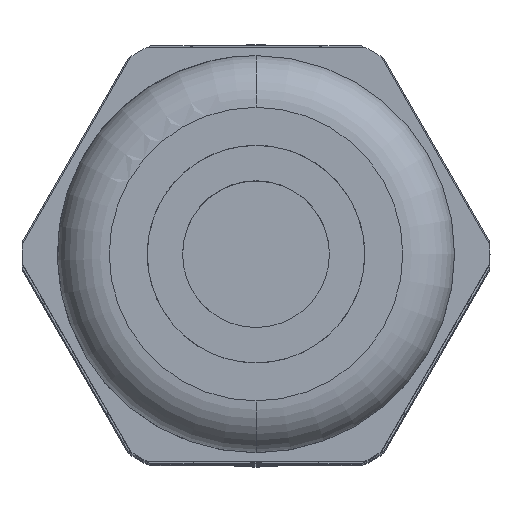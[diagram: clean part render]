
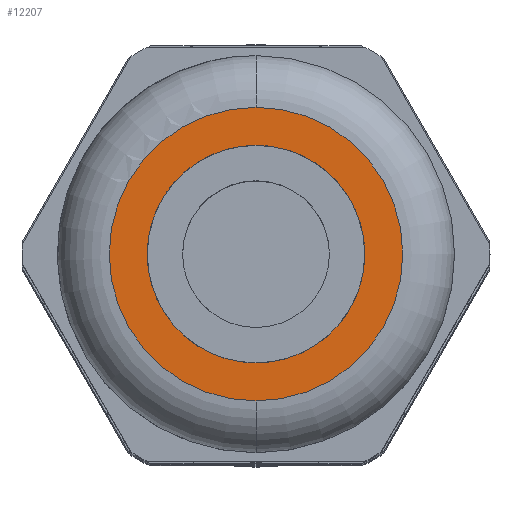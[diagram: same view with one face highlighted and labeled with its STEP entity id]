
A CAD part, top view. The second image highlights one B-rep face of the part: STEP entity #12207.
In plain terms, the highlighted planar face has unit normal (0, 0, 1).
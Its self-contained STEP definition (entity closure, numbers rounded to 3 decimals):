
#12097=AXIS2_PLACEMENT_3D('Circle Axis2P3D',#12095,#12096,$) ;
#12128=AXIS2_PLACEMENT_3D('Circle Axis2P3D',#12126,#12127,$) ;
#12141=AXIS2_PLACEMENT_3D('Plane Axis2P3D',#12138,#12139,#12140) ;
#12095=CARTESIAN_POINT('Axis2P3D Location',(13.55,12.2,122.3)) ;
#12099=CARTESIAN_POINT('Vertex',(13.55,3.7,122.3)) ;
#12101=CARTESIAN_POINT('Vertex',(13.55,20.7,122.3)) ;
#12126=CARTESIAN_POINT('Axis2P3D Location',(13.55,12.2,122.3)) ;
#12138=CARTESIAN_POINT('Axis2P3D Location',(13.55,12.2,122.3)) ;
#12148=CARTESIAN_POINT('Control Point',(13.55,5.9,122.3)) ;
#12149=CARTESIAN_POINT('Control Point',(14.165,5.9,122.3)) ;
#12150=CARTESIAN_POINT('Control Point',(14.78,5.975,122.3)) ;
#12151=CARTESIAN_POINT('Control Point',(15.382,6.125,122.3)) ;
#12152=CARTESIAN_POINT('Control Point',(16.539,6.569,122.3)) ;
#12153=CARTESIAN_POINT('Control Point',(17.555,7.278,122.3)) ;
#12154=CARTESIAN_POINT('Control Point',(18.016,7.693,122.3)) ;
#12155=CARTESIAN_POINT('Control Point',(18.83,8.627,122.3)) ;
#12156=CARTESIAN_POINT('Control Point',(19.395,9.73,122.3)) ;
#12157=CARTESIAN_POINT('Control Point',(19.608,10.313,122.3)) ;
#12158=CARTESIAN_POINT('Control Point',(19.889,11.52,122.3)) ;
#12159=CARTESIAN_POINT('Control Point',(19.871,12.758,122.3)) ;
#12160=CARTESIAN_POINT('Control Point',(19.786,13.373,122.3)) ;
#12161=CARTESIAN_POINT('Control Point',(19.468,14.571,122.3)) ;
#12162=CARTESIAN_POINT('Control Point',(18.871,15.656,122.3)) ;
#12163=CARTESIAN_POINT('Control Point',(18.508,16.16,122.3)) ;
#12164=CARTESIAN_POINT('Control Point',(17.666,17.068,122.3)) ;
#12165=CARTESIAN_POINT('Control Point',(16.63,17.748,122.3)) ;
#12166=CARTESIAN_POINT('Control Point',(16.073,18.022,122.3)) ;
#12167=CARTESIAN_POINT('Control Point',(15.232,18.315,122.3)) ;
#12168=CARTESIAN_POINT('Control Point',(14.358,18.457,122.3)) ;
#12169=CARTESIAN_POINT('Control Point',(14.088,18.486,122.3)) ;
#12170=CARTESIAN_POINT('Control Point',(13.819,18.5,122.3)) ;
#12171=CARTESIAN_POINT('Control Point',(13.55,18.5,122.3)) ;
#12172=CARTESIAN_POINT('Vertex',(13.55,5.9,122.3)) ;
#12174=CARTESIAN_POINT('Vertex',(13.55,18.5,122.3)) ;
#12178=CARTESIAN_POINT('Control Point',(13.55,18.5,122.3)) ;
#12179=CARTESIAN_POINT('Control Point',(12.935,18.5,122.3)) ;
#12180=CARTESIAN_POINT('Control Point',(12.32,18.425,122.3)) ;
#12181=CARTESIAN_POINT('Control Point',(11.718,18.275,122.3)) ;
#12182=CARTESIAN_POINT('Control Point',(10.561,17.831,122.3)) ;
#12183=CARTESIAN_POINT('Control Point',(9.545,17.122,122.3)) ;
#12184=CARTESIAN_POINT('Control Point',(9.084,16.707,122.3)) ;
#12185=CARTESIAN_POINT('Control Point',(8.27,15.773,122.3)) ;
#12186=CARTESIAN_POINT('Control Point',(7.705,14.67,122.3)) ;
#12187=CARTESIAN_POINT('Control Point',(7.492,14.087,122.3)) ;
#12188=CARTESIAN_POINT('Control Point',(7.211,12.88,122.3)) ;
#12189=CARTESIAN_POINT('Control Point',(7.229,11.642,122.3)) ;
#12190=CARTESIAN_POINT('Control Point',(7.314,11.027,122.3)) ;
#12191=CARTESIAN_POINT('Control Point',(7.632,9.829,122.3)) ;
#12192=CARTESIAN_POINT('Control Point',(8.229,8.744,122.3)) ;
#12193=CARTESIAN_POINT('Control Point',(8.592,8.24,122.3)) ;
#12194=CARTESIAN_POINT('Control Point',(9.434,7.332,122.3)) ;
#12195=CARTESIAN_POINT('Control Point',(10.47,6.652,122.3)) ;
#12196=CARTESIAN_POINT('Control Point',(11.027,6.378,122.3)) ;
#12197=CARTESIAN_POINT('Control Point',(11.868,6.085,122.3)) ;
#12198=CARTESIAN_POINT('Control Point',(12.742,5.943,122.3)) ;
#12199=CARTESIAN_POINT('Control Point',(13.012,5.914,122.3)) ;
#12200=CARTESIAN_POINT('Control Point',(13.281,5.9,122.3)) ;
#12201=CARTESIAN_POINT('Control Point',(13.55,5.9,122.3)) ;
#12096=DIRECTION('Axis2P3D Direction',(0.,0.,-1.)) ;
#12127=DIRECTION('Axis2P3D Direction',(0.,0.,-1.)) ;
#12139=DIRECTION('Axis2P3D Direction',(0.,0.,-1.)) ;
#12140=DIRECTION('Axis2P3D XDirection',(0.,1.,0.)) ;
#12144=ORIENTED_EDGE('',*,*,#12103,.F.) ;
#12145=ORIENTED_EDGE('',*,*,#12130,.F.) ;
#12204=ORIENTED_EDGE('',*,*,#12176,.F.) ;
#12205=ORIENTED_EDGE('',*,*,#12202,.F.) ;
#12206=FACE_BOUND('',#12203,.T.) ;
#12207=ADVANCED_FACE('BREP_WITH_VOIDS #62501',(#12146,#12206),#12142,.F.) ;
#12147=B_SPLINE_CURVE_WITH_KNOTS('',5,(#12148,#12149,#12150,#12151,#12152,#12153,#12154,#12155,#12156,#12157,#12158,#12159,#12160,#12161,#12162,#12163,#12164,#12165,#12166,#12167,#12168,#12169,#12170,#12171),.UNSPECIFIED.,.F.,.U.,(6,3,3,3,3,3,3,6),(0.,4.347,8.695,13.042,17.389,21.737,26.084,27.988),.UNSPECIFIED.) ;
#12177=B_SPLINE_CURVE_WITH_KNOTS('',5,(#12178,#12179,#12180,#12181,#12182,#12183,#12184,#12185,#12186,#12187,#12188,#12189,#12190,#12191,#12192,#12193,#12194,#12195,#12196,#12197,#12198,#12199,#12200,#12201),.UNSPECIFIED.,.F.,.U.,(6,3,3,3,3,3,3,6),(0.,4.347,8.695,13.042,17.389,21.737,26.084,27.988),.UNSPECIFIED.) ;
#12098=CIRCLE('generated circle',#12097,8.5) ;
#12129=CIRCLE('generated circle',#12128,8.5) ;
#12103=EDGE_CURVE('',#12100,#12102,#12098,.T.) ;
#12130=EDGE_CURVE('',#12102,#12100,#12129,.T.) ;
#12176=EDGE_CURVE('',#12173,#12175,#12147,.T.) ;
#12202=EDGE_CURVE('',#12175,#12173,#12177,.T.) ;
#12143=EDGE_LOOP('',(#12144,#12145)) ;
#12203=EDGE_LOOP('',(#12204,#12205)) ;
#12146=FACE_OUTER_BOUND('',#12143,.T.) ;
#12142=PLANE('',#12141) ;
#12100=VERTEX_POINT('',#12099) ;
#12102=VERTEX_POINT('',#12101) ;
#12173=VERTEX_POINT('',#12172) ;
#12175=VERTEX_POINT('',#12174) ;
